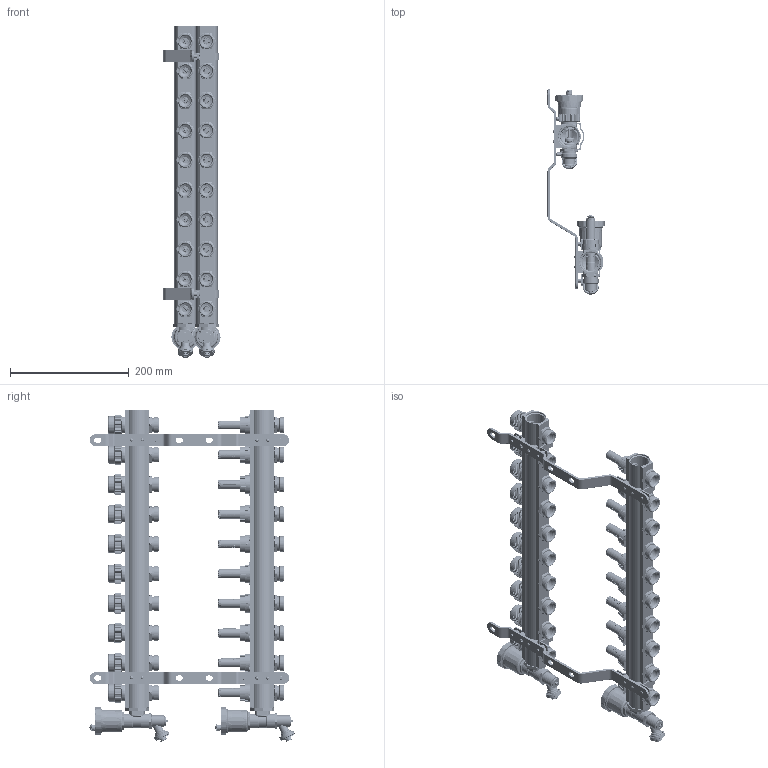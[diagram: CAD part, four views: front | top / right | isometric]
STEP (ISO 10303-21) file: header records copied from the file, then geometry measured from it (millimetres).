
FILE_DESCRIPTION (( 'STEP AP203' ), '1' );
FILE_NAME ('63401057.STEP', '2023-11-16T08:59:17', ( 'ASUS' ), ( '' ), 'SwSTEP 2.0', 'SolidWorks 2015', '' );
FILE_SCHEMA (( 'CONFIG_CONTROL_DESIGN' ));
Length unit declared in the file: millimetre
Products named in the file (65): ON045EX  O型圈17.2X2.4; 623305061; 633903020; 611803025; 6340105010R; 611803095; 618803029; 6362050; O型圈22.5x2.6; 612203010S; 602203060; O型圈  14x3; 63401057; 62331; M6X12X15.5坋趼攫芛蹟隊; 354505011R; 634010571; O型圈11.7x1.9; 602203040; 634403060; 613303040; 619235059; 607703070; 623305050; 602203070粟銅; 633725020S; 611803055; 634905030R; 634010572; O型圈27X3.5   ON271; 607703060; 18.5; 641305010S; 6339030; 13.5; O型圈3.5x2.3; 607703040; O型圈12x2.5; ON050  17.5X2.2; 634403031 ...
Assembly tree (124 placements, depth 4):
  63401057
    634010571
      6340105010R
      619235059  x10
      O型圈  14x3  x2
      ON050  17.5X2.2  x2
      6344031  x10
        634403011
        634403031
        634403060
        苤菜え
        611803025
        611803055
        634403090
        634403040
        634403050
        ON045EX  O型圈17.2X2.4
        O型圈11.7x1.9
        O型圈3.5x2.3
        ON157E  O型圈3x3
        611803095
      613303040  x10
    634010572
      6340105010R
      633725020S  x10
      ON050  17.5X2.2  x4
      6339030  x10
        607703010
        633903020
        607703040
        607703030
        607703060
        607703050
        O型圈12x1.6
        O型圈11x1.5
        O型圈12x2.5
        O型圈22.5x2.6
        綻伎杶
        607703070
    6362050  x2
      634905030R
      634805040
      M6X12X15.5坋趼攫芛蹟隊
      354505011R
    6413050  x2
      641305010S
      353605020G
      O型圈27X3.5   ON271
      62331
        623305050
        623305061
        623305070
        623305090
        18.5
        13.5
        錨璃1
      60220324
        612203010S
        618803029
        602203030ѹñ
Bounding box: 95.84 x 344.74 x 557.7 mm (x, y, z)
Volume: 1102849.9 mm3; surface area: 862670 mm2
Topology: 498 solids, 498 shells, 15466 faces, 39308 edges, 25122 vertices
Faces by surface type: cylinder 6352, plane 5600, cone 1970, torus 830, bspline 694, sphere 20
Entity records: 104431 total; most frequent: CARTESIAN_POINT 39629, DIRECTION 12090, ORIENTED_EDGE 11624, EDGE_CURVE 5812, AXIS2_PLACEMENT_3D 4769, VERTEX_POINT 3669, EDGE_LOOP 2583, VECTOR 2552
